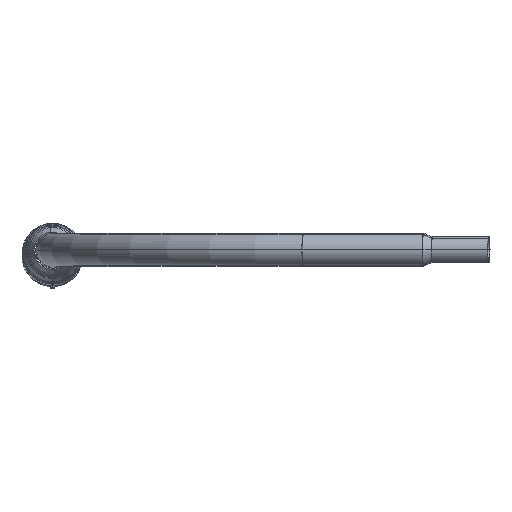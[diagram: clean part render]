
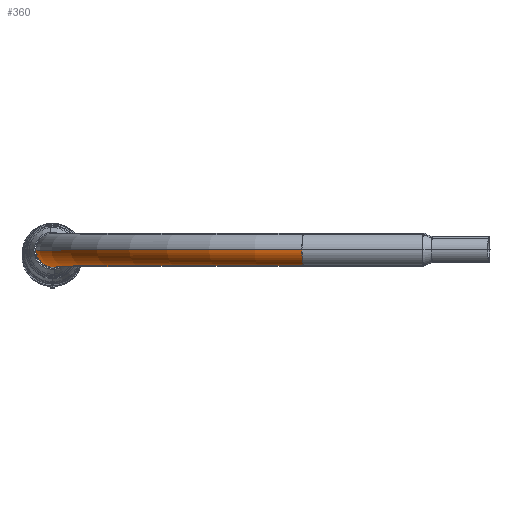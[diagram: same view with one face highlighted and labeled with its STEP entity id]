
A CAD part, top view. The second image highlights one B-rep face of the part: STEP entity #360.
In plain terms, the highlighted toroidal (fillet/blend) face has major radius 630 mm and minor radius 38.05 mm.
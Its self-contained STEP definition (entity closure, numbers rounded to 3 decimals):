
#110 = DIRECTION ( 'NONE',  ( 0., 1., 0. ) ) ;
#360 = ADVANCED_FACE ( 'NONE', ( #5726 ), #7180, .T. ) ;
#517 = CARTESIAN_POINT ( 'NONE',  ( 578.408, 1424.956, 0. ) ) ;
#678 = AXIS2_PLACEMENT_3D ( 'NONE', #3549, #6093, #4262 ) ;
#711 = AXIS2_PLACEMENT_3D ( 'NONE', #4544, #110, #5221 ) ;
#1238 = DIRECTION ( 'NONE',  ( -0.087, 0.996, 0. ) ) ;
#1297 = ORIENTED_EDGE ( 'NONE', *, *, #5442, .F. ) ;
#1340 = VERTEX_POINT ( 'NONE', #6436 ) ;
#1702 = CIRCLE ( 'NONE', #6677, 668.05 ) ;
#1894 = VERTEX_POINT ( 'NONE', #517 ) ;
#1932 = CARTESIAN_POINT ( 'NONE',  ( 630., 835.259, 0. ) ) ;
#2287 = CIRCLE ( 'NONE', #6188, 38.05 ) ;
#2343 = EDGE_CURVE ( 'NONE', #8097, #1894, #3193, .T. ) ;
#2457 = DIRECTION ( 'NONE',  ( 0.996, 0.087, 0. ) ) ;
#2747 = AXIS2_PLACEMENT_3D ( 'NONE', #1932, #3823, #6272 ) ;
#3193 = CIRCLE ( 'NONE', #678, 591.95 ) ;
#3503 = CARTESIAN_POINT ( 'NONE',  ( 630., 835.259, 0. ) ) ;
#3549 = CARTESIAN_POINT ( 'NONE',  ( 630., 835.259, 0. ) ) ;
#3823 = DIRECTION ( 'NONE',  ( 0., 0., -1. ) ) ;
#4262 = DIRECTION ( 'NONE',  ( -1., 0., 0. ) ) ;
#4544 = CARTESIAN_POINT ( 'NONE',  ( 0., 835.259, 0. ) ) ;
#4817 = DIRECTION ( 'NONE',  ( -1., 0., 0. ) ) ;
#4984 = CARTESIAN_POINT ( 'NONE',  ( 38.05, 835.259, 0. ) ) ;
#5220 = ORIENTED_EDGE ( 'NONE', *, *, #7031, .T. ) ;
#5221 = DIRECTION ( 'NONE',  ( -1., 0., 0. ) ) ;
#5442 = EDGE_CURVE ( 'NONE', #8240, #1894, #2287, .T. ) ;
#5582 = CARTESIAN_POINT ( 'NONE',  ( 575.092, 1462.861, 0. ) ) ;
#5726 = FACE_OUTER_BOUND ( 'NONE', #7390, .T. ) ;
#6043 = DIRECTION ( 'NONE',  ( 0., 0., -1. ) ) ;
#6093 = DIRECTION ( 'NONE',  ( 0., 0., -1. ) ) ;
#6188 = AXIS2_PLACEMENT_3D ( 'NONE', #5582, #2457, #1238 ) ;
#6272 = DIRECTION ( 'NONE',  ( -1., 0., 0. ) ) ;
#6436 = CARTESIAN_POINT ( 'NONE',  ( -38.05, 835.259, 0. ) ) ;
#6677 = AXIS2_PLACEMENT_3D ( 'NONE', #3503, #6043, #4817 ) ;
#7031 = EDGE_CURVE ( 'NONE', #1340, #8097, #7948, .T. ) ;
#7071 = ORIENTED_EDGE ( 'NONE', *, *, #7996, .F. ) ;
#7180 = TOROIDAL_SURFACE ( 'NONE', #2747, 630., 38.05 ) ;
#7390 = EDGE_LOOP ( 'NONE', ( #7071, #5220, #7696, #1297 ) ) ;
#7696 = ORIENTED_EDGE ( 'NONE', *, *, #2343, .T. ) ;
#7788 = CARTESIAN_POINT ( 'NONE',  ( 571.776, 1500.766, 0. ) ) ;
#7948 = CIRCLE ( 'NONE', #711, 38.05 ) ;
#7996 = EDGE_CURVE ( 'NONE', #1340, #8240, #1702, .T. ) ;
#8097 = VERTEX_POINT ( 'NONE', #4984 ) ;
#8240 = VERTEX_POINT ( 'NONE', #7788 ) ;
